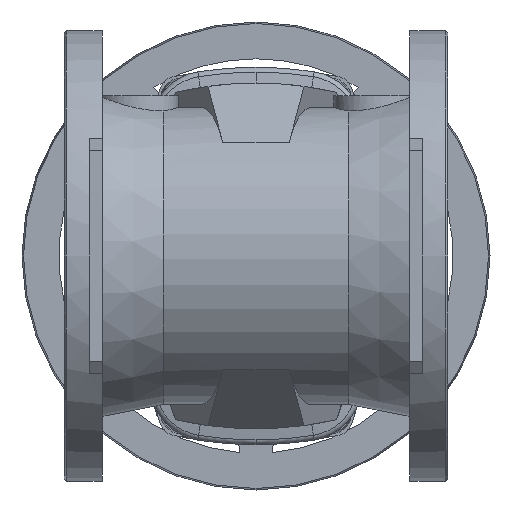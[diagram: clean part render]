
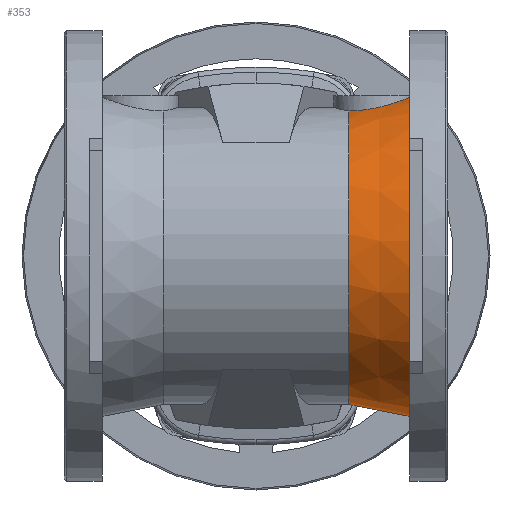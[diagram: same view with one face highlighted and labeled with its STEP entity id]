
A CAD part, front view. The second image highlights one B-rep face of the part: STEP entity #353.
In plain terms, the highlighted conical face has half-angle 11 degrees and reference radius 122 mm.
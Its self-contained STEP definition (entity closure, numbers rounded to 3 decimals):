
#353 = ADVANCED_FACE ( 'NONE', ( #1280 ), #1289, .T. ) ;
#1280 = FACE_OUTER_BOUND ( 'NONE', #17074, .T. ) ;
#1289 = CONICAL_SURFACE ( 'NONE', #8704, 122., 0.192 ) ;
#2133 = VERTEX_POINT ( 'NONE', #14862 ) ;
#2583 = VERTEX_POINT ( 'NONE', #15418 ) ;
#2584 = VERTEX_POINT ( 'NONE', #15419 ) ;
#2585 = VERTEX_POINT ( 'NONE', #15420 ) ;
#5488 = AXIS2_PLACEMENT_3D ( 'NONE', #21177, #21178, #21179 ) ;
#5494 = AXIS2_PLACEMENT_3D ( 'NONE', #21317, #21318, #21319 ) ;
#8094 = B_SPLINE_CURVE_WITH_KNOTS ( 'NONE', 3,
 ( #21116, #21115, #21120, #21121, #21122, #21123, #21124, #21125, #21126, #21127, #21128, #21129, #21130, #21131, #21132, #21133, #21134, #21135, #21136, #21137, #21138, #21139, #21140, #21141, #21142, #21143, #21144, #21145, #21146, #21147, #21148, #21149 ),
 .UNSPECIFIED., .F., .F.,
 ( 4, 2, 2, 2, 2, 2, 2, 2, 2, 2, 2, 2, 2, 2, 2, 4 ),
 ( 0., 0.007, 0.01, 0.013, 0.02, 0.022, 0.024, 0.027, 0.03, 0.032, 0.034, 0.04, 0.042, 0.044, 0.047, 0.054 ),
 .UNSPECIFIED. ) ;
#8468 = DIRECTION ( 'NONE',  ( 0., 0., -1. ) ) ;
#8470 = DIRECTION ( 'NONE',  ( 1., 0., 0. ) ) ;
#8472 = CARTESIAN_POINT ( 'NONE',  ( 117., 0., 0. ) ) ;
#8704 = AXIS2_PLACEMENT_3D ( 'NONE', #8472, #8470, #8468 ) ;
#10737 = LINE ( 'NONE', #21047, #10738 ) ;
#10738 = VECTOR ( 'NONE', #21049, 1000. ) ;
#10772 = CIRCLE ( 'NONE', #5488, 113. ) ;
#10815 = CIRCLE ( 'NONE', #5494, 122. ) ;
#14862 = CARTESIAN_POINT ( 'NONE',  ( 117., -17.029, 120.806 ) ) ;
#15418 = CARTESIAN_POINT ( 'NONE',  ( 70.699, 0., -113. ) ) ;
#15419 = CARTESIAN_POINT ( 'NONE',  ( 70.699, -24.498, 110.312 ) ) ;
#15420 = CARTESIAN_POINT ( 'NONE',  ( 117., 0., -122. ) ) ;
#16688 = EDGE_CURVE ( 'NONE', #2583, #2585, #10737, .T. ) ;
#16710 = EDGE_CURVE ( 'NONE', #2584, #2133, #8094, .T. ) ;
#16721 = EDGE_CURVE ( 'NONE', #2583, #2584, #10772, .T. ) ;
#16760 = EDGE_CURVE ( 'NONE', #2585, #2133, #10815, .T. ) ;
#17074 = EDGE_LOOP ( 'NONE', ( #18049, #18050, #18052, #18054 ) ) ;
#18049 = ORIENTED_EDGE ( 'NONE', *, *, #16721, .F. ) ;
#18050 = ORIENTED_EDGE ( 'NONE', *, *, #16688, .T. ) ;
#18052 = ORIENTED_EDGE ( 'NONE', *, *, #16760, .T. ) ;
#18054 = ORIENTED_EDGE ( 'NONE', *, *, #16710, .F. ) ;
#21047 = CARTESIAN_POINT ( 'NONE',  ( 117., 0., -122. ) ) ;
#21049 = DIRECTION ( 'NONE',  ( 0.982, 0., -0.191 ) ) ;
#21115 = CARTESIAN_POINT ( 'NONE',  ( 72.47, -25.93, 110.347 ) ) ;
#21116 = CARTESIAN_POINT ( 'NONE',  ( 70.699, -24.498, 110.312 ) ) ;
#21120 = CARTESIAN_POINT ( 'NONE',  ( 74.361, -27.145, 110.428 ) ) ;
#21121 = CARTESIAN_POINT ( 'NONE',  ( 77.369, -28.655, 110.647 ) ) ;
#21122 = CARTESIAN_POINT ( 'NONE',  ( 78.401, -29.106, 110.736 ) ) ;
#21123 = CARTESIAN_POINT ( 'NONE',  ( 80.522, -29.899, 110.952 ) ) ;
#21124 = CARTESIAN_POINT ( 'NONE',  ( 81.597, -30.236, 111.077 ) ) ;
#21125 = CARTESIAN_POINT ( 'NONE',  ( 84.84, -31.068, 111.502 ) ) ;
#21126 = CARTESIAN_POINT ( 'NONE',  ( 87.037, -31.389, 111.855 ) ) ;
#21127 = CARTESIAN_POINT ( 'NONE',  ( 89.826, -31.498, 112.387 ) ) ;
#21128 = CARTESIAN_POINT ( 'NONE',  ( 90.384, -31.505, 112.498 ) ) ;
#21129 = CARTESIAN_POINT ( 'NONE',  ( 91.493, -31.489, 112.726 ) ) ;
#21130 = CARTESIAN_POINT ( 'NONE',  ( 92.044, -31.467, 112.844 ) ) ;
#21131 = CARTESIAN_POINT ( 'NONE',  ( 93.691, -31.357, 113.207 ) ) ;
#21132 = CARTESIAN_POINT ( 'NONE',  ( 94.778, -31.227, 113.462 ) ) ;
#21133 = CARTESIAN_POINT ( 'NONE',  ( 96.93, -30.856, 113.997 ) ) ;
#21134 = CARTESIAN_POINT ( 'NONE',  ( 97.996, -30.615, 114.277 ) ) ;
#21135 = CARTESIAN_POINT ( 'NONE',  ( 99.58, -30.168, 114.713 ) ) ;
#21136 = CARTESIAN_POINT ( 'NONE',  ( 100.105, -30.005, 114.862 ) ) ;
#21137 = CARTESIAN_POINT ( 'NONE',  ( 101.14, -29.654, 115.161 ) ) ;
#21138 = CARTESIAN_POINT ( 'NONE',  ( 101.65, -29.465, 115.311 ) ) ;
#21139 = CARTESIAN_POINT ( 'NONE',  ( 104.17, -28.462, 116.071 ) ) ;
#21140 = CARTESIAN_POINT ( 'NONE',  ( 106.083, -27.462, 116.697 ) ) ;
#21141 = CARTESIAN_POINT ( 'NONE',  ( 108.348, -25.962, 117.484 ) ) ;
#21142 = CARTESIAN_POINT ( 'NONE',  ( 108.795, -25.648, 117.642 ) ) ;
#21143 = CARTESIAN_POINT ( 'NONE',  ( 109.673, -24.999, 117.956 ) ) ;
#21144 = CARTESIAN_POINT ( 'NONE',  ( 110.102, -24.664, 118.112 ) ) ;
#21145 = CARTESIAN_POINT ( 'NONE',  ( 111.358, -23.63, 118.574 ) ) ;
#21146 = CARTESIAN_POINT ( 'NONE',  ( 112.156, -22.901, 118.875 ) ) ;
#21147 = CARTESIAN_POINT ( 'NONE',  ( 114.434, -20.594, 119.754 ) ) ;
#21148 = CARTESIAN_POINT ( 'NONE',  ( 115.799, -18.899, 120.306 ) ) ;
#21149 = CARTESIAN_POINT ( 'NONE',  ( 117., -17.029, 120.806 ) ) ;
#21177 = CARTESIAN_POINT ( 'NONE',  ( 70.699, 0., 0. ) ) ;
#21178 = DIRECTION ( 'NONE',  ( -1., 0., 0. ) ) ;
#21179 = DIRECTION ( 'NONE',  ( 0., 0., 1. ) ) ;
#21317 = CARTESIAN_POINT ( 'NONE',  ( 117., 0., 0. ) ) ;
#21318 = DIRECTION ( 'NONE',  ( -1., 0., 0. ) ) ;
#21319 = DIRECTION ( 'NONE',  ( 0., 0., 1. ) ) ;
